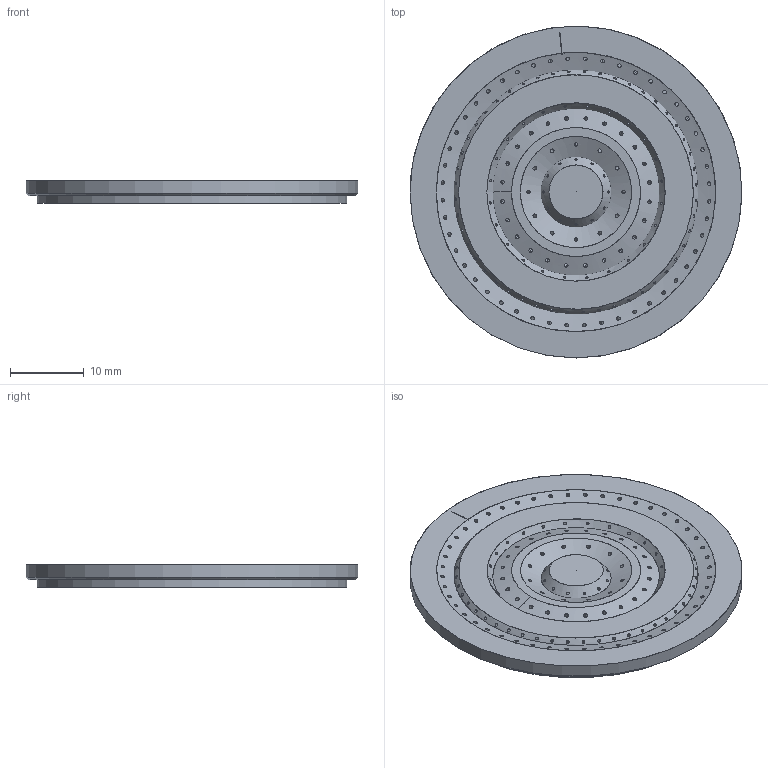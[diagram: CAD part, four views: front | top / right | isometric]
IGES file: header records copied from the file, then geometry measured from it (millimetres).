
Start section: Iges File created by ES
Global section: native system: ES; preprocessor: IGES.4B00; organization: JingDiao; units: millimetre
Bounding box: 45 x 45 x 3 mm (x, y, z)
Surface area: 4615.6 mm2 (no closed solid volume)
Topology: 0 solids, 0 shells, 555 faces, 39815 edges, 39685 vertices
Faces by surface type: revolution 382, bspline 173
